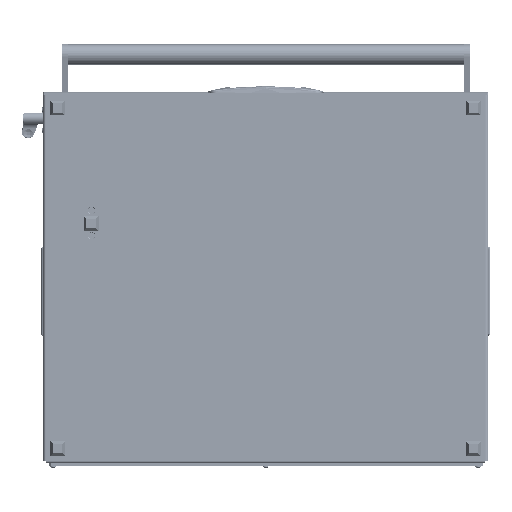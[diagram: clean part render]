
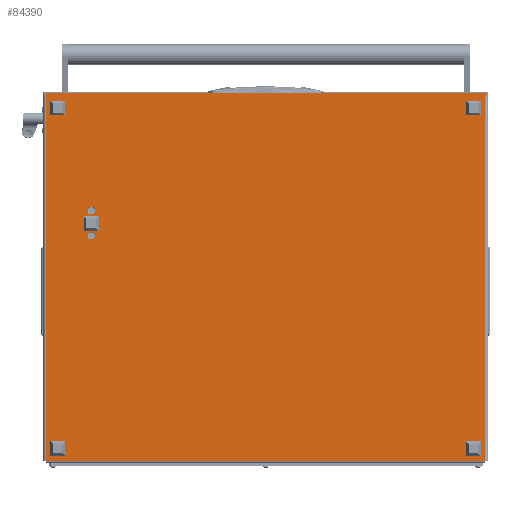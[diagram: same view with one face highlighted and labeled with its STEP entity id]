
A CAD part, front view. The second image highlights one B-rep face of the part: STEP entity #84390.
In plain terms, the highlighted face is planar.
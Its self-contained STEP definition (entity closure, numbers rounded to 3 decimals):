
#14 = CARTESIAN_POINT ( 'NONE',  ( 0., -4., 0. ) ) ;
#1306 = EDGE_CURVE ( 'NONE', #33765, #101804, #105271, .T. ) ;
#2044 = ORIENTED_EDGE ( 'NONE', *, *, #35789, .T. ) ;
#2678 = EDGE_CURVE ( 'NONE', #71380, #32274, #64868, .T. ) ;
#3025 = EDGE_CURVE ( 'NONE', #52753, #3821, #119695, .T. ) ;
#3177 = ORIENTED_EDGE ( 'NONE', *, *, #3025, .T. ) ;
#3215 = DIRECTION ( 'NONE',  ( -1., 0., 0. ) ) ;
#3606 = ORIENTED_EDGE ( 'NONE', *, *, #114260, .T. ) ;
#3821 = VERTEX_POINT ( 'NONE', #91424 ) ;
#5368 = EDGE_LOOP ( 'NONE', ( #105922, #58774 ) ) ;
#5891 = CARTESIAN_POINT ( 'NONE',  ( 0., -2., 0. ) ) ;
#5994 = DIRECTION ( 'NONE',  ( -1., 0., 0. ) ) ;
#6988 = VERTEX_POINT ( 'NONE', #72710 ) ;
#9742 = DIRECTION ( 'NONE',  ( 0., 1., 0. ) ) ;
#9891 = EDGE_CURVE ( 'NONE', #62970, #3821, #92209, .T. ) ;
#9907 = EDGE_CURVE ( 'NONE', #32274, #71380, #21256, .T. ) ;
#10123 = DIRECTION ( 'NONE',  ( 1., 0., 0. ) ) ;
#10213 = FACE_OUTER_BOUND ( 'NONE', #37629, .T. ) ;
#10783 = VERTEX_POINT ( 'NONE', #34994 ) ;
#16618 = CARTESIAN_POINT ( 'NONE',  ( 0., 608., 0. ) ) ;
#17867 = LINE ( 'NONE', #36629, #93337 ) ;
#19704 = ORIENTED_EDGE ( 'NONE', *, *, #9907, .F. ) ;
#20866 = VECTOR ( 'NONE', #9742, 1000. ) ;
#21256 = CIRCLE ( 'NONE', #104097, 5.2 ) ;
#22738 = CIRCLE ( 'NONE', #35069, 5.2 ) ;
#26161 = ORIENTED_EDGE ( 'NONE', *, *, #81539, .F. ) ;
#28142 = CARTESIAN_POINT ( 'NONE',  ( 195., 545., 0. ) ) ;
#28332 = CARTESIAN_POINT ( 'NONE',  ( 506., 608., 0. ) ) ;
#28507 = CARTESIAN_POINT ( 'NONE',  ( 200.2, 545., 0. ) ) ;
#29262 = LINE ( 'NONE', #28332, #103252 ) ;
#30953 = FACE_BOUND ( 'NONE', #36033, .T. ) ;
#32274 = VERTEX_POINT ( 'NONE', #98154 ) ;
#33765 = VERTEX_POINT ( 'NONE', #5891 ) ;
#34768 = DIRECTION ( 'NONE',  ( 0., 0., -1. ) ) ;
#34994 = CARTESIAN_POINT ( 'NONE',  ( 506., 608., 0. ) ) ;
#35069 = AXIS2_PLACEMENT_3D ( 'NONE', #54014, #92036, #5994 ) ;
#35789 = EDGE_CURVE ( 'NONE', #33765, #6988, #105244, .T. ) ;
#36033 = EDGE_LOOP ( 'NONE', ( #19704, #117253 ) ) ;
#36629 = CARTESIAN_POINT ( 'NONE',  ( 0., 608., 0. ) ) ;
#36803 = CIRCLE ( 'NONE', #82891, 5.2 ) ;
#37629 = EDGE_LOOP ( 'NONE', ( #59452, #2044, #3606, #3177, #74036, #95026, #50695, #26161 ) ) ;
#37692 = DIRECTION ( 'NONE',  ( -1., 0., 0. ) ) ;
#38686 = DIRECTION ( 'NONE',  ( 0., -1., 0. ) ) ;
#38902 = CARTESIAN_POINT ( 'NONE',  ( 195., 545., 0. ) ) ;
#42302 = DIRECTION ( 'NONE',  ( 0., 1., 0. ) ) ;
#43436 = EDGE_CURVE ( 'NONE', #10783, #92710, #29262, .T. ) ;
#44645 = AXIS2_PLACEMENT_3D ( 'NONE', #38902, #47152, #57895 ) ;
#45044 = LINE ( 'NONE', #66754, #122046 ) ;
#47152 = DIRECTION ( 'NONE',  ( 0., 0., -1. ) ) ;
#50378 = CARTESIAN_POINT ( 'NONE',  ( 0., -2., 0. ) ) ;
#50695 = ORIENTED_EDGE ( 'NONE', *, *, #43436, .T. ) ;
#50854 = CARTESIAN_POINT ( 'NONE',  ( 0., 610., 0. ) ) ;
#52753 = VERTEX_POINT ( 'NONE', #66994 ) ;
#53438 = CARTESIAN_POINT ( 'NONE',  ( 160., 545., 0. ) ) ;
#54014 = CARTESIAN_POINT ( 'NONE',  ( 160., 545., 0. ) ) ;
#54266 = DIRECTION ( 'NONE',  ( -1., 0., 0. ) ) ;
#57895 = DIRECTION ( 'NONE',  ( -1., 0., 0. ) ) ;
#58774 = ORIENTED_EDGE ( 'NONE', *, *, #63144, .F. ) ;
#59452 = ORIENTED_EDGE ( 'NONE', *, *, #1306, .F. ) ;
#62970 = VERTEX_POINT ( 'NONE', #120836 ) ;
#63144 = EDGE_CURVE ( 'NONE', #108686, #65051, #22738, .T. ) ;
#64868 = CIRCLE ( 'NONE', #44645, 5.2 ) ;
#65051 = VERTEX_POINT ( 'NONE', #97366 ) ;
#66279 = VECTOR ( 'NONE', #118703, 1000. ) ;
#66354 = CARTESIAN_POINT ( 'NONE',  ( -2., -4., 0. ) ) ;
#66754 = CARTESIAN_POINT ( 'NONE',  ( 0., 0., 0. ) ) ;
#66994 = CARTESIAN_POINT ( 'NONE',  ( -2., 610., 0. ) ) ;
#71380 = VERTEX_POINT ( 'NONE', #28507 ) ;
#72512 = AXIS2_PLACEMENT_3D ( 'NONE', #16618, #103025, #54266 ) ;
#72710 = CARTESIAN_POINT ( 'NONE',  ( -2., -2., 0. ) ) ;
#74036 = ORIENTED_EDGE ( 'NONE', *, *, #9891, .F. ) ;
#75084 = CARTESIAN_POINT ( 'NONE',  ( 506., 0., 0. ) ) ;
#76945 = EDGE_CURVE ( 'NONE', #10783, #62970, #17867, .T. ) ;
#81539 = EDGE_CURVE ( 'NONE', #101804, #92710, #45044, .T. ) ;
#81645 = LINE ( 'NONE', #66354, #20866 ) ;
#82891 = AXIS2_PLACEMENT_3D ( 'NONE', #53438, #34768, #101000 ) ;
#84390 = ADVANCED_FACE ( 'NONE', ( #106497, #30953, #10213 ), #91511, .T. ) ;
#84485 = VECTOR ( 'NONE', #3215, 1000. ) ;
#84781 = EDGE_CURVE ( 'NONE', #65051, #108686, #36803, .T. ) ;
#89488 = CARTESIAN_POINT ( 'NONE',  ( 0., -4., 0. ) ) ;
#91424 = CARTESIAN_POINT ( 'NONE',  ( 0., 610., 0. ) ) ;
#91511 = PLANE ( 'NONE',  #72512 ) ;
#91978 = VECTOR ( 'NONE', #42302, 1000. ) ;
#92036 = DIRECTION ( 'NONE',  ( 0., 0., -1. ) ) ;
#92209 = LINE ( 'NONE', #14, #98169 ) ;
#92710 = VERTEX_POINT ( 'NONE', #75084 ) ;
#93337 = VECTOR ( 'NONE', #102009, 1000. ) ;
#93796 = CARTESIAN_POINT ( 'NONE',  ( 0., 0., 0. ) ) ;
#94366 = DIRECTION ( 'NONE',  ( 0., 0., -1. ) ) ;
#95026 = ORIENTED_EDGE ( 'NONE', *, *, #76945, .F. ) ;
#97366 = CARTESIAN_POINT ( 'NONE',  ( 154.8, 545., 0. ) ) ;
#98154 = CARTESIAN_POINT ( 'NONE',  ( 189.8, 545., 0. ) ) ;
#98169 = VECTOR ( 'NONE', #112563, 1000. ) ;
#101000 = DIRECTION ( 'NONE',  ( -1., 0., 0. ) ) ;
#101063 = CARTESIAN_POINT ( 'NONE',  ( 165.2, 545., 0. ) ) ;
#101804 = VERTEX_POINT ( 'NONE', #93796 ) ;
#102009 = DIRECTION ( 'NONE',  ( -1., 0., 0. ) ) ;
#103025 = DIRECTION ( 'NONE',  ( 0., 0., -1. ) ) ;
#103252 = VECTOR ( 'NONE', #38686, 1000. ) ;
#104097 = AXIS2_PLACEMENT_3D ( 'NONE', #28142, #94366, #37692 ) ;
#105244 = LINE ( 'NONE', #50378, #84485 ) ;
#105271 = LINE ( 'NONE', #89488, #91978 ) ;
#105922 = ORIENTED_EDGE ( 'NONE', *, *, #84781, .F. ) ;
#106497 = FACE_BOUND ( 'NONE', #5368, .T. ) ;
#108686 = VERTEX_POINT ( 'NONE', #101063 ) ;
#112563 = DIRECTION ( 'NONE',  ( 0., 1., 0. ) ) ;
#114260 = EDGE_CURVE ( 'NONE', #6988, #52753, #81645, .T. ) ;
#117253 = ORIENTED_EDGE ( 'NONE', *, *, #2678, .F. ) ;
#118703 = DIRECTION ( 'NONE',  ( 1., 0., 0. ) ) ;
#119695 = LINE ( 'NONE', #50854, #66279 ) ;
#120836 = CARTESIAN_POINT ( 'NONE',  ( 0., 608., 0. ) ) ;
#122046 = VECTOR ( 'NONE', #10123, 1000. ) ;
